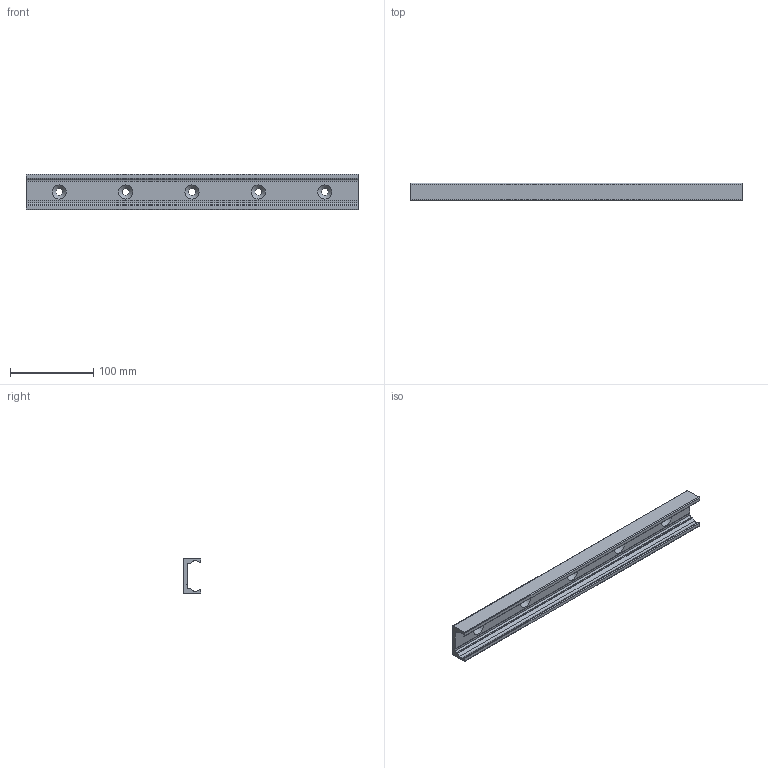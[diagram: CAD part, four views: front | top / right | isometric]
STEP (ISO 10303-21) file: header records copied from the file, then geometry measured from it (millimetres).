
FILE_DESCRIPTION((''),'2;1');
FILE_NAME('LCX 43-0400.V.stp','2016-04-28T14:33:23',('MRathmann'),(''),'Autodesk Inventor 2012','Autodesk Inventor 2012','');
FILE_SCHEMA(('CONFIG_CONTROL_DESIGN'));
Length unit declared in the file: millimetre
Products named in the file (1): LCX 43-0400.V
Bounding box: 400 x 21 x 43 mm (x, y, z)
Volume: 136711.3 mm3; surface area: 64250.1 mm2
Topology: 1 solids, 1 shells, 38 faces, 103 edges, 67 vertices
Faces by surface type: cylinder 18, plane 15, cone 5
Full cylindrical faces by diameter (mm): 8.5 x5
Entity records: 1204 total; most frequent: DIRECTION 212, CARTESIAN_POINT 199, ORIENTED_EDGE 186, EDGE_CURVE 93, AXIS2_PLACEMENT_3D 80, VERTEX_POINT 67, EDGE_LOOP 58, VECTOR 52
